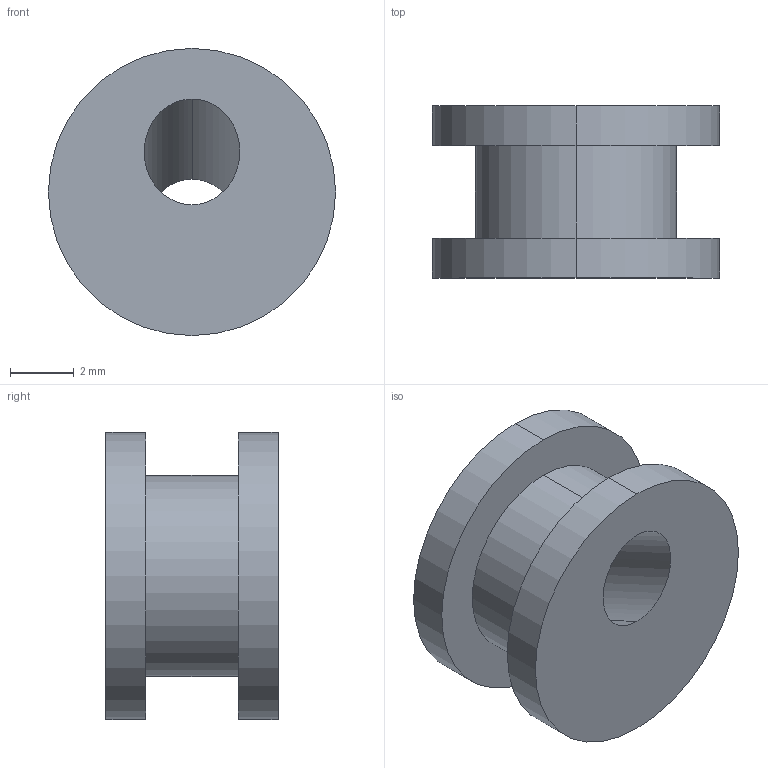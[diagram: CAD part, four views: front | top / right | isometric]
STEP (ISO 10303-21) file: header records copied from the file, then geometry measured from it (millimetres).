
FILE_DESCRIPTION (( 'STEP AP214' ), '1' );
FILE_NAME ('MVD30-饜璃-O4-Antenna-寡蝶羲耀璃.STEP', '2025-05-10T07:16:12', ( '' ), ( '' ), 'SwSTEP 2.0', 'SolidWorks 2024', '' );
FILE_SCHEMA (( 'AUTOMOTIVE_DESIGN' ));
Length unit declared in the file: millimetre
Products named in the file (1): MVD30-配件-O4-Antenna-硅胶开模件
Bounding box: 9 x 5.4 x 9 mm (x, y, z)
Volume: 207.3 mm3; surface area: 360.8 mm2
Topology: 1 solids, 1 shells, 12 faces, 24 edges, 16 vertices
Faces by surface type: cylinder 8, plane 4
Entity records: 347 total; most frequent: CARTESIAN_POINT 65, DIRECTION 58, ORIENTED_EDGE 48, AXIS2_PLACEMENT_3D 25, EDGE_CURVE 24, VERTEX_POINT 16, EDGE_LOOP 16, ADVANCED_FACE 12
